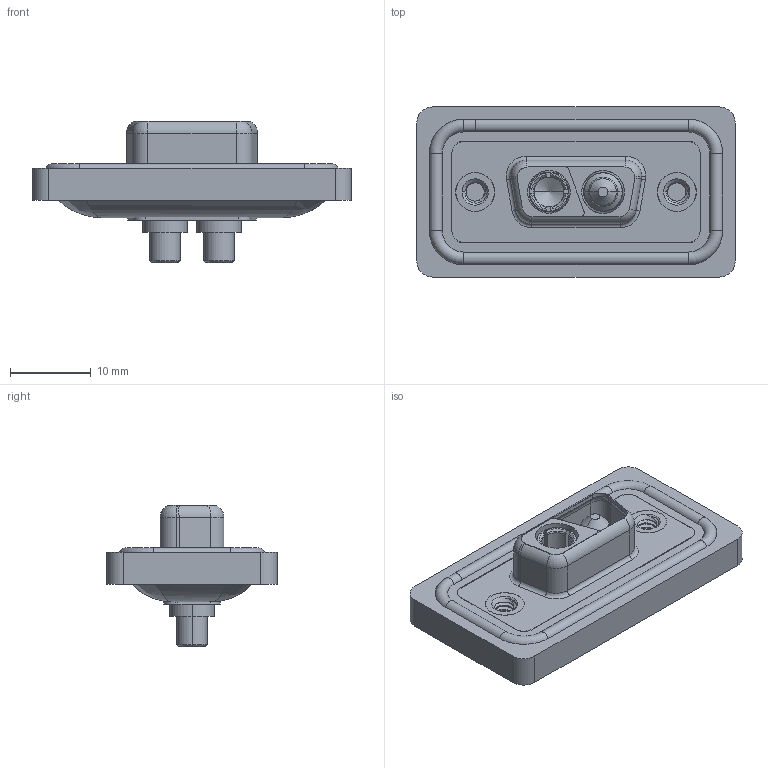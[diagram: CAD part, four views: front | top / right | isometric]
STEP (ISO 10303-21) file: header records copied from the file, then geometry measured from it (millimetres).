
FILE_DESCRIPTION (( 'STEP AP203' ), '1' );
FILE_NAME ('628W2WK2124-4N2.STEP', '2024-03-22T13:06:52', ( '' ), ( '' ), 'SwSTEP 2.0', 'SolidWorks 2023', '' );
FILE_SCHEMA (( 'CONFIG_CONTROL_DESIGN' ));
Length unit declared in the file: millimetre
Products named in the file (8): 628W2WK2124-4N2; 628Combo Housing_2WK2; 628Combo Shell Rear_09 Contacts; 628Combo Waterproof Housing_09 Contacts; 628Combo Shell Front_09 Contacts; Power Pin_40A S; 628Combo Threaded Rivet_2; Power Socket_40A S
Assembly tree (8 placements, depth 2):
  628W2WK2124-4N2
    628Combo Housing_2WK2
    628Combo Waterproof Housing_09 Contacts
    628Combo Shell Front_09 Contacts
    628Combo Shell Rear_09 Contacts
    628Combo Threaded Rivet_2  x2
    Power Socket_40A S
    Power Pin_40A S
Bounding box: 39.5 x 21.1 x 17.55 mm (x, y, z)
Volume: 4639.9 mm3; surface area: 7365.4 mm2
Topology: 11 solids, 11 shells, 500 faces, 1230 edges, 769 vertices
Faces by surface type: cylinder 231, plane 144, torus 77, cone 36, bspline 12
Entity records: 16604 total; most frequent: CARTESIAN_POINT 4601, DIRECTION 2454, ORIENTED_EDGE 2278, EDGE_CURVE 1139, AXIS2_PLACEMENT_3D 983, VERTEX_POINT 717, CIRCLE 514, EDGE_LOOP 512
